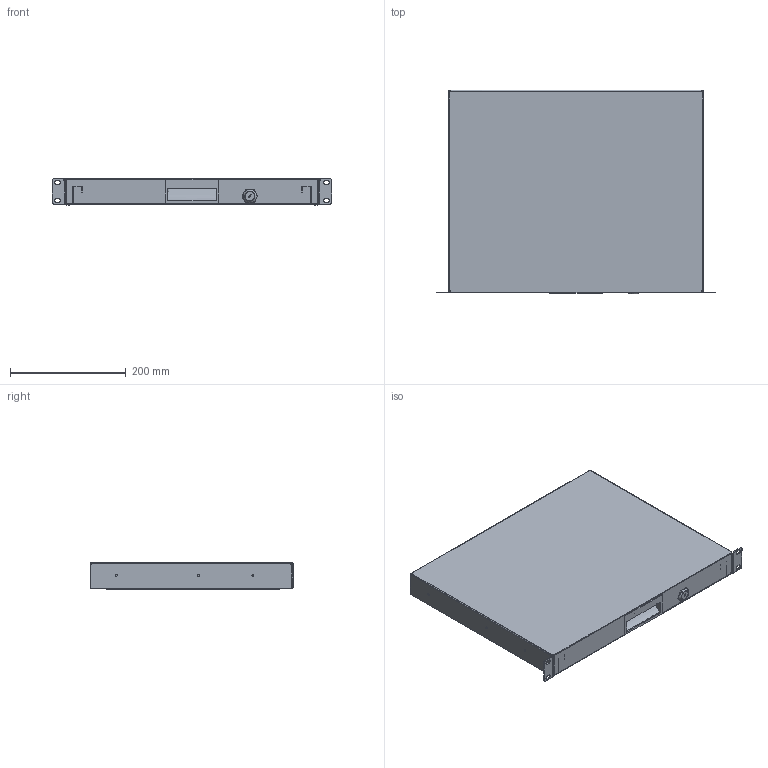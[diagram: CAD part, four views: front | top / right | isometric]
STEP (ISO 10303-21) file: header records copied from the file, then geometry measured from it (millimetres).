
FILE_DESCRIPTION (( 'STEP AP214' ), '1' );
FILE_NAME ('LC1URMD350D_3D.step', '2025-07-08T21:41:05', ( '' ), ( '' ), 'SwSTEP 2.0', 'SolidWorks 2022', '' );
FILE_SCHEMA (( 'AUTOMOTIVE_DESIGN' ));
Length unit declared in the file: inch
Products named in the file (1): LC1URMD350D_3D
Bounding box: 483 x 351.8 x 46 mm (x, y, z)
Surface area: 928110.8 mm2 (no closed solid volume)
Topology: 0 solids, 16 shells, 593 faces, 1462 edges, 894 vertices
Faces by surface type: plane 332, cylinder 191, bspline 65, cone 2, torus 2, sphere 1
Entity records: 30730 total; most frequent: CARTESIAN_POINT 17388, ORIENTED_EDGE 2855, DIRECTION 2397, EDGE_CURVE 1462, VERTEX_POINT 895, AXIS2_PLACEMENT_3D 821, LINE 755, VECTOR 755
